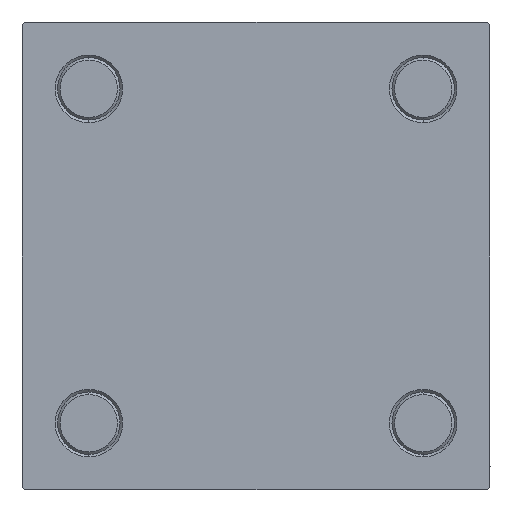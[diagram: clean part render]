
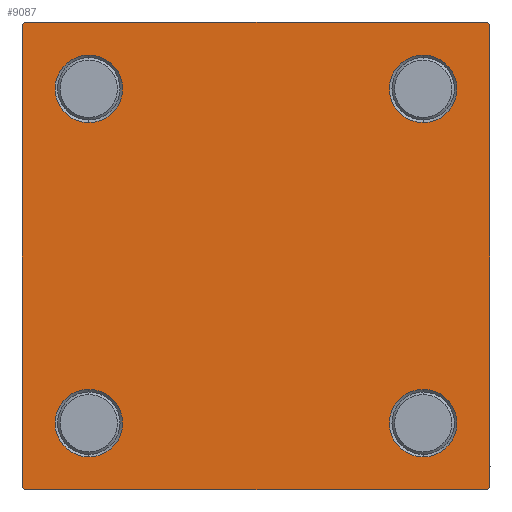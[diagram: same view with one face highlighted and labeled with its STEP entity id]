
A CAD part, left-side view. The second image highlights one B-rep face of the part: STEP entity #9087.
In plain terms, the highlighted planar face has unit normal (-1, 0, 0).
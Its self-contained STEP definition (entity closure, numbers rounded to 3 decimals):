
#271 = AXIS2_PLACEMENT_3D ( 'NONE', #46085, #30824, #22291 ) ;
#432 = VERTEX_POINT ( 'NONE', #37477 ) ;
#922 = VERTEX_POINT ( 'NONE', #49065 ) ;
#1360 = CARTESIAN_POINT ( 'NONE',  ( 0., 45., 45. ) ) ;
#1861 = EDGE_CURVE ( 'NONE', #25029, #46836, #38080, .T. ) ;
#1962 = ORIENTED_EDGE ( 'NONE', *, *, #9907, .T. ) ;
#2020 = ORIENTED_EDGE ( 'NONE', *, *, #10997, .T. ) ;
#2230 = AXIS2_PLACEMENT_3D ( 'NONE', #42710, #26671, #51000 ) ;
#2668 = ORIENTED_EDGE ( 'NONE', *, *, #7087, .F. ) ;
#3172 = LINE ( 'NONE', #47521, #36018 ) ;
#3838 = CARTESIAN_POINT ( 'NONE',  ( 0., 32.15, -25.65 ) ) ;
#5454 = VECTOR ( 'NONE', #6146, 1000. ) ;
#6146 = DIRECTION ( 'NONE',  ( 0., 0., -1. ) ) ;
#6600 = VERTEX_POINT ( 'NONE', #40464 ) ;
#7087 = EDGE_CURVE ( 'NONE', #33426, #39639, #3172, .T. ) ;
#7393 = ORIENTED_EDGE ( 'NONE', *, *, #20032, .T. ) ;
#7396 = CIRCLE ( 'NONE', #40672, 6.5 ) ;
#7641 = AXIS2_PLACEMENT_3D ( 'NONE', #33237, #29220, #29744 ) ;
#8749 = DIRECTION ( 'NONE',  ( 1., 0., 0. ) ) ;
#9087 = ADVANCED_FACE ( 'NONE', ( #46615, #29783, #10247, #46344, #42331 ), #50360, .T. ) ;
#9118 = ORIENTED_EDGE ( 'NONE', *, *, #36859, .T. ) ;
#9163 = CARTESIAN_POINT ( 'NONE',  ( 0., 32.15, -32.15 ) ) ;
#9686 = DIRECTION ( 'NONE',  ( 0., 0.707, -0.707 ) ) ;
#9869 = VECTOR ( 'NONE', #12983, 1000. ) ;
#9907 = EDGE_CURVE ( 'NONE', #21678, #39639, #35412, .T. ) ;
#9910 = DIRECTION ( 'NONE',  ( 0., 0., 1. ) ) ;
#10126 = LINE ( 'NONE', #49728, #20363 ) ;
#10247 = FACE_BOUND ( 'NONE', #52478, .T. ) ;
#10397 = CARTESIAN_POINT ( 'NONE',  ( 0., -32.15, -32.15 ) ) ;
#10997 = EDGE_CURVE ( 'NONE', #45272, #432, #21663, .T. ) ;
#11201 = CARTESIAN_POINT ( 'NONE',  ( 0., 44.75, -44.75 ) ) ;
#11473 = DIRECTION ( 'NONE',  ( 0., -0.707, -0.707 ) ) ;
#11925 = ORIENTED_EDGE ( 'NONE', *, *, #32832, .T. ) ;
#12056 = CIRCLE ( 'NONE', #48772, 6.5 ) ;
#12736 = CARTESIAN_POINT ( 'NONE',  ( 0., -32.15, 32.15 ) ) ;
#12983 = DIRECTION ( 'NONE',  ( 0., -0.707, 0.707 ) ) ;
#13353 = DIRECTION ( 'NONE',  ( 0., 0., -1. ) ) ;
#13993 = CARTESIAN_POINT ( 'NONE',  ( 0., 32.15, 32.15 ) ) ;
#14172 = CARTESIAN_POINT ( 'NONE',  ( 0., 32.15, 32.15 ) ) ;
#14420 = VERTEX_POINT ( 'NONE', #23006 ) ;
#14795 = CARTESIAN_POINT ( 'NONE',  ( 0., -45., -44.5 ) ) ;
#15186 = VERTEX_POINT ( 'NONE', #3838 ) ;
#16083 = EDGE_LOOP ( 'NONE', ( #2020, #23094, #16579, #29699, #39054, #1962, #2668, #27485 ) ) ;
#16420 = CARTESIAN_POINT ( 'NONE',  ( 0., -45., 44.5 ) ) ;
#16457 = EDGE_LOOP ( 'NONE', ( #17006, #9118 ) ) ;
#16579 = ORIENTED_EDGE ( 'NONE', *, *, #21095, .T. ) ;
#16843 = EDGE_LOOP ( 'NONE', ( #7393, #22321 ) ) ;
#16992 = AXIS2_PLACEMENT_3D ( 'NONE', #14172, #47048, #9910 ) ;
#17006 = ORIENTED_EDGE ( 'NONE', *, *, #34348, .T. ) ;
#17106 = VECTOR ( 'NONE', #9686, 1000. ) ;
#18176 = VECTOR ( 'NONE', #20184, 1000. ) ;
#18767 = CIRCLE ( 'NONE', #31545, 6.5 ) ;
#19044 = CARTESIAN_POINT ( 'NONE',  ( 0., -44.5, 45. ) ) ;
#19170 = DIRECTION ( 'NONE',  ( 0., -1., 0. ) ) ;
#19207 = CARTESIAN_POINT ( 'NONE',  ( 0., -32.15, -32.15 ) ) ;
#19611 = CIRCLE ( 'NONE', #7641, 6.5 ) ;
#20032 = EDGE_CURVE ( 'NONE', #6600, #29695, #44877, .T. ) ;
#20184 = DIRECTION ( 'NONE',  ( 0., 0.707, 0.707 ) ) ;
#20363 = VECTOR ( 'NONE', #13353, 1000. ) ;
#21095 = EDGE_CURVE ( 'NONE', #35703, #25029, #43496, .T. ) ;
#21663 = LINE ( 'NONE', #1360, #5454 ) ;
#21678 = VERTEX_POINT ( 'NONE', #16420 ) ;
#22291 = DIRECTION ( 'NONE',  ( 0., 0., 1. ) ) ;
#22321 = ORIENTED_EDGE ( 'NONE', *, *, #52608, .T. ) ;
#23006 = CARTESIAN_POINT ( 'NONE',  ( 0., 32.15, -38.65 ) ) ;
#23094 = ORIENTED_EDGE ( 'NONE', *, *, #51382, .T. ) ;
#23221 = DIRECTION ( 'NONE',  ( 0., 0., 1. ) ) ;
#25029 = VERTEX_POINT ( 'NONE', #43013 ) ;
#25940 = EDGE_CURVE ( 'NONE', #21678, #46836, #10126, .T. ) ;
#26214 = EDGE_LOOP ( 'NONE', ( #11925, #43210 ) ) ;
#26671 = DIRECTION ( 'NONE',  ( 1., 0., 0. ) ) ;
#26698 = CARTESIAN_POINT ( 'NONE',  ( 0., 44.5, 45. ) ) ;
#27485 = ORIENTED_EDGE ( 'NONE', *, *, #50580, .T. ) ;
#27771 = EDGE_CURVE ( 'NONE', #15186, #14420, #19611, .T. ) ;
#28659 = AXIS2_PLACEMENT_3D ( 'NONE', #10397, #34981, #43010 ) ;
#29042 = DIRECTION ( 'NONE',  ( 0., 0., 1. ) ) ;
#29220 = DIRECTION ( 'NONE',  ( 1., 0., 0. ) ) ;
#29560 = CIRCLE ( 'NONE', #36365, 6.5 ) ;
#29695 = VERTEX_POINT ( 'NONE', #46609 ) ;
#29699 = ORIENTED_EDGE ( 'NONE', *, *, #1861, .T. ) ;
#29744 = DIRECTION ( 'NONE',  ( 0., 0., 1. ) ) ;
#29783 = FACE_BOUND ( 'NONE', #16457, .T. ) ;
#30824 = DIRECTION ( 'NONE',  ( -1., 0., 0. ) ) ;
#31517 = LINE ( 'NONE', #11201, #42731 ) ;
#31545 = AXIS2_PLACEMENT_3D ( 'NONE', #9163, #40414, #40682 ) ;
#31643 = VERTEX_POINT ( 'NONE', #41002 ) ;
#32478 = CARTESIAN_POINT ( 'NONE',  ( 0., 32.15, 38.65 ) ) ;
#32832 = EDGE_CURVE ( 'NONE', #49482, #31643, #29560, .T. ) ;
#33237 = CARTESIAN_POINT ( 'NONE',  ( 0., 32.15, -32.15 ) ) ;
#33426 = VERTEX_POINT ( 'NONE', #26698 ) ;
#34348 = EDGE_CURVE ( 'NONE', #922, #38866, #7396, .T. ) ;
#34521 = LINE ( 'NONE', #50054, #17106 ) ;
#34981 = DIRECTION ( 'NONE',  ( 1., 0., 0. ) ) ;
#35412 = LINE ( 'NONE', #39962, #18176 ) ;
#35703 = VERTEX_POINT ( 'NONE', #46034 ) ;
#35742 = DIRECTION ( 'NONE',  ( 0., -1., 0. ) ) ;
#36018 = VECTOR ( 'NONE', #35742, 1000. ) ;
#36365 = AXIS2_PLACEMENT_3D ( 'NONE', #13993, #50893, #46875 ) ;
#36859 = EDGE_CURVE ( 'NONE', #38866, #922, #44885, .T. ) ;
#37477 = CARTESIAN_POINT ( 'NONE',  ( 0., 45., -44.5 ) ) ;
#37878 = ORIENTED_EDGE ( 'NONE', *, *, #49680, .T. ) ;
#38074 = VECTOR ( 'NONE', #19170, 1000. ) ;
#38080 = LINE ( 'NONE', #50390, #9869 ) ;
#38866 = VERTEX_POINT ( 'NONE', #44429 ) ;
#39054 = ORIENTED_EDGE ( 'NONE', *, *, #25940, .F. ) ;
#39470 = CARTESIAN_POINT ( 'NONE',  ( 0., 45., -45. ) ) ;
#39639 = VERTEX_POINT ( 'NONE', #19044 ) ;
#39962 = CARTESIAN_POINT ( 'NONE',  ( 0., -44.75, 44.75 ) ) ;
#40414 = DIRECTION ( 'NONE',  ( 1., 0., 0. ) ) ;
#40464 = CARTESIAN_POINT ( 'NONE',  ( 0., -32.15, 38.65 ) ) ;
#40672 = AXIS2_PLACEMENT_3D ( 'NONE', #19207, #47022, #23221 ) ;
#40682 = DIRECTION ( 'NONE',  ( 0., 0., 1. ) ) ;
#41002 = CARTESIAN_POINT ( 'NONE',  ( 0., 32.15, 25.65 ) ) ;
#42331 = FACE_OUTER_BOUND ( 'NONE', #16083, .T. ) ;
#42583 = CIRCLE ( 'NONE', #16992, 6.5 ) ;
#42710 = CARTESIAN_POINT ( 'NONE',  ( 0., -32.15, 32.15 ) ) ;
#42731 = VECTOR ( 'NONE', #11473, 1000. ) ;
#42836 = EDGE_CURVE ( 'NONE', #31643, #49482, #42583, .T. ) ;
#43010 = DIRECTION ( 'NONE',  ( 0., 0., 1. ) ) ;
#43013 = CARTESIAN_POINT ( 'NONE',  ( 0., -44.5, -45. ) ) ;
#43210 = ORIENTED_EDGE ( 'NONE', *, *, #42836, .T. ) ;
#43496 = LINE ( 'NONE', #39470, #38074 ) ;
#44429 = CARTESIAN_POINT ( 'NONE',  ( 0., -32.15, -38.65 ) ) ;
#44529 = ORIENTED_EDGE ( 'NONE', *, *, #27771, .T. ) ;
#44877 = CIRCLE ( 'NONE', #2230, 6.5 ) ;
#44885 = CIRCLE ( 'NONE', #28659, 6.5 ) ;
#45272 = VERTEX_POINT ( 'NONE', #50488 ) ;
#46034 = CARTESIAN_POINT ( 'NONE',  ( 0., 44.5, -45. ) ) ;
#46085 = CARTESIAN_POINT ( 'NONE',  ( 0., 0., 0. ) ) ;
#46344 = FACE_BOUND ( 'NONE', #26214, .T. ) ;
#46609 = CARTESIAN_POINT ( 'NONE',  ( 0., -32.15, 25.65 ) ) ;
#46615 = FACE_BOUND ( 'NONE', #16843, .T. ) ;
#46836 = VERTEX_POINT ( 'NONE', #14795 ) ;
#46875 = DIRECTION ( 'NONE',  ( 0., 0., 1. ) ) ;
#47022 = DIRECTION ( 'NONE',  ( 1., 0., 0. ) ) ;
#47048 = DIRECTION ( 'NONE',  ( 1., 0., 0. ) ) ;
#47521 = CARTESIAN_POINT ( 'NONE',  ( 0., 45., 45. ) ) ;
#48772 = AXIS2_PLACEMENT_3D ( 'NONE', #12736, #8749, #29042 ) ;
#49065 = CARTESIAN_POINT ( 'NONE',  ( 0., -32.15, -25.65 ) ) ;
#49482 = VERTEX_POINT ( 'NONE', #32478 ) ;
#49680 = EDGE_CURVE ( 'NONE', #14420, #15186, #18767, .T. ) ;
#49728 = CARTESIAN_POINT ( 'NONE',  ( 0., -45., 45. ) ) ;
#50054 = CARTESIAN_POINT ( 'NONE',  ( 0., 44.75, 44.75 ) ) ;
#50360 = PLANE ( 'NONE',  #271 ) ;
#50390 = CARTESIAN_POINT ( 'NONE',  ( 0., -44.75, -44.75 ) ) ;
#50488 = CARTESIAN_POINT ( 'NONE',  ( 0., 45., 44.5 ) ) ;
#50580 = EDGE_CURVE ( 'NONE', #33426, #45272, #34521, .T. ) ;
#50893 = DIRECTION ( 'NONE',  ( 1., 0., 0. ) ) ;
#51000 = DIRECTION ( 'NONE',  ( 0., 0., 1. ) ) ;
#51382 = EDGE_CURVE ( 'NONE', #432, #35703, #31517, .T. ) ;
#52478 = EDGE_LOOP ( 'NONE', ( #44529, #37878 ) ) ;
#52608 = EDGE_CURVE ( 'NONE', #29695, #6600, #12056, .T. ) ;
